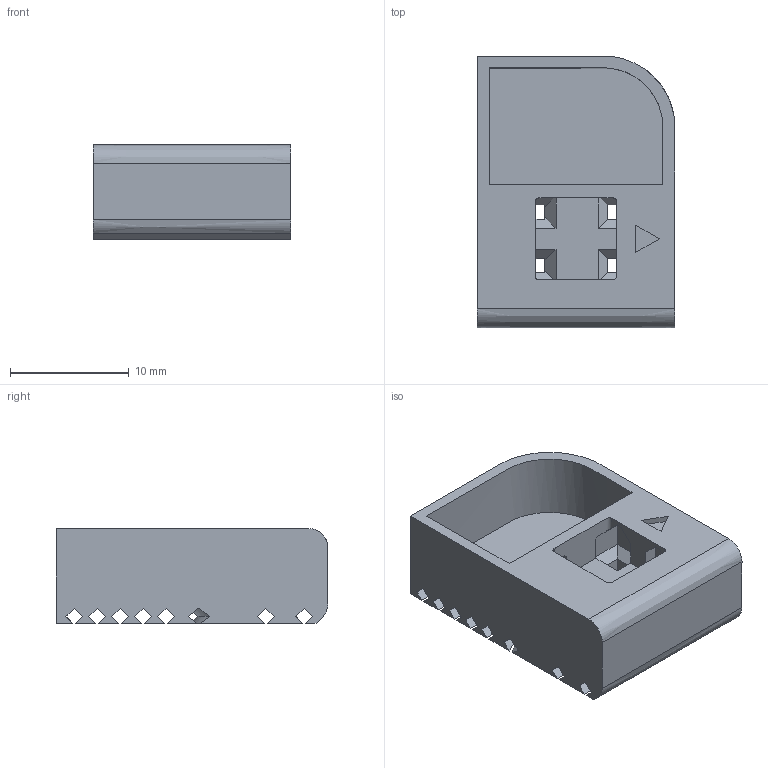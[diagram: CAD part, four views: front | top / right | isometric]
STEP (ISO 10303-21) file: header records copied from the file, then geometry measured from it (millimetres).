
FILE_DESCRIPTION(/* description */ (''),/* implementation_level */ '2;1');
FILE_NAME(/* name */ 'leet_test',/* time_stamp */ '2020-11-14T11:08:29+01:00',/* author */ (''),/* organization */ (''),/* preprocessor_version */ 'ST-DEVELOPER v10',/* originating_system */ '',/* authorisation */ '');
FILE_SCHEMA (('CONFIG_CONTROL_DESIGN'));
Length unit declared in the file: millimetre
Products named in the file (1): 1
Bounding box: 16.66 x 22.9 x 8 mm (x, y, z)
Volume: 1671.6 mm3; surface area: 2228 mm2
Topology: 1 solids, 1 shells, 153 faces, 434 edges, 280 vertices
Faces by surface type: plane 95, bspline 58
Entity records: 6082 total; most frequent: CARTESIAN_POINT 3203, ORIENTED_EDGE 868, EDGE_CURVE 434, B_SPLINE_CURVE_WITH_KNOTS 396, VERTEX_POINT 280, EDGE_LOOP 162, ADVANCED_FACE 153, FACE_OUTER_BOUND 153
